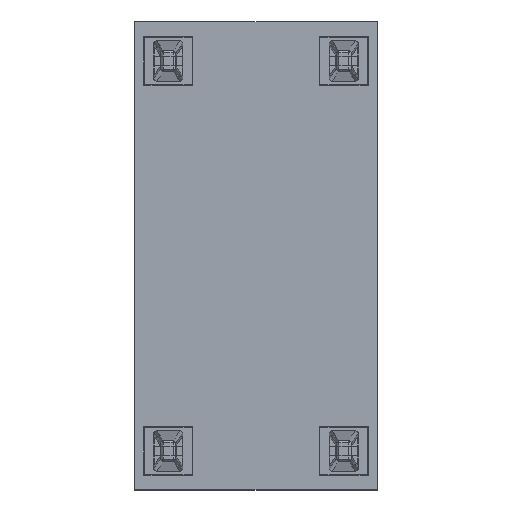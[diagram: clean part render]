
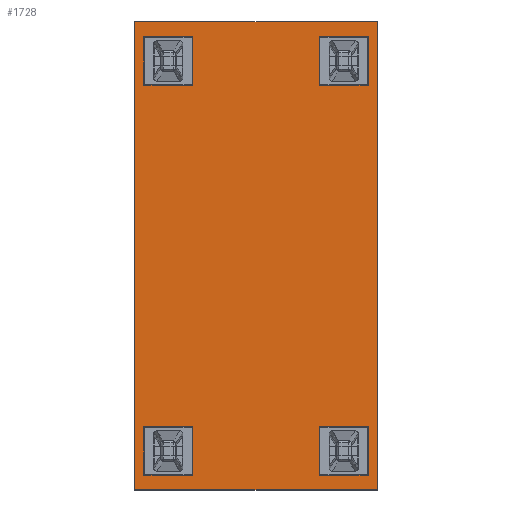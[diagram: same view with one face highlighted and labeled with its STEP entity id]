
A CAD part, front view. The second image highlights one B-rep face of the part: STEP entity #1728.
In plain terms, the highlighted planar face has unit normal (0, -1, 0).
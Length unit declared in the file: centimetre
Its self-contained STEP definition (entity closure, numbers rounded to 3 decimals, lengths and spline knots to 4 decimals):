
#255=FACE_OUTER_BOUND('',#357,.T.);
#357=EDGE_LOOP('',(#1261,#1262,#1263,#1264));
#449=LINE('',#2480,#639);
#454=LINE('',#2490,#644);
#461=LINE('',#2504,#651);
#487=LINE('',#2551,#677);
#639=VECTOR('',#1981,1.);
#644=VECTOR('',#1990,1.);
#651=VECTOR('',#2003,1.);
#677=VECTOR('',#2051,1.);
#827=VERTEX_POINT('',#2473);
#829=VERTEX_POINT('',#2479);
#830=VERTEX_POINT('',#2483);
#836=VERTEX_POINT('',#2503);
#964=EDGE_CURVE('',#827,#829,#449,.T.);
#969=EDGE_CURVE('',#830,#827,#454,.T.);
#976=EDGE_CURVE('',#836,#830,#461,.T.);
#1002=EDGE_CURVE('',#836,#829,#487,.T.);
#1261=ORIENTED_EDGE('',*,*,#976,.F.);
#1262=ORIENTED_EDGE('',*,*,#1002,.T.);
#1263=ORIENTED_EDGE('',*,*,#964,.F.);
#1264=ORIENTED_EDGE('',*,*,#969,.F.);
#1639=PLANE('',#1839);
#1728=ADVANCED_FACE('',(#255),#1639,.F.);
#1839=AXIS2_PLACEMENT_3D('',#2556,#2060,#2061);
#1981=DIRECTION('',(0.,0.,1.));
#1990=DIRECTION('',(-1.,0.,0.));
#2003=DIRECTION('',(0.,0.,-1.));
#2051=DIRECTION('',(-1.,0.,0.));
#2060=DIRECTION('center_axis',(0.,1.,0.));
#2061=DIRECTION('ref_axis',(1.,0.,0.));
#2473=CARTESIAN_POINT('',(-24.9,0.,-47.9));
#2479=CARTESIAN_POINT('',(-24.9,0.,48.));
#2480=CARTESIAN_POINT('',(-24.9,0.,-24.));
#2483=CARTESIAN_POINT('',(24.9,0.,-47.9));
#2490=CARTESIAN_POINT('',(12.5,0.,-47.9));
#2503=CARTESIAN_POINT('',(24.9,0.,48.));
#2504=CARTESIAN_POINT('',(24.9,0.,24.));
#2551=CARTESIAN_POINT('',(25.,0.,48.));
#2556=CARTESIAN_POINT('Origin',(0.,0.,0.));
